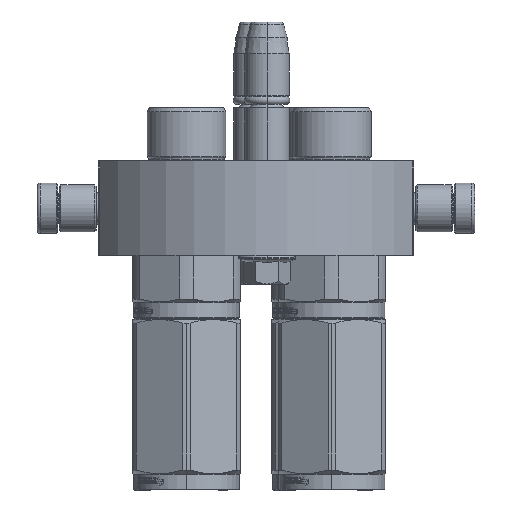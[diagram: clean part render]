
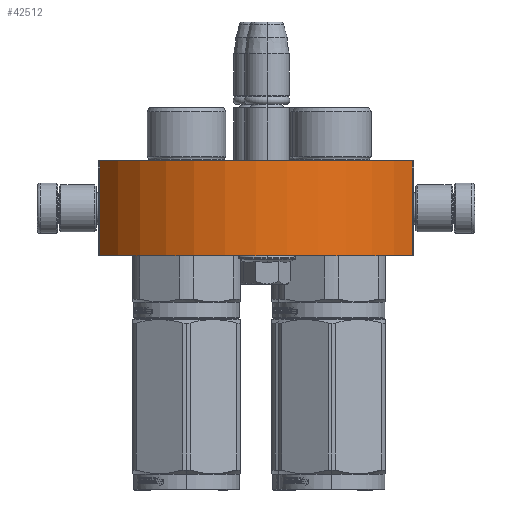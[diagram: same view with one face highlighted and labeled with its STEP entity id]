
A CAD part, left-side view. The second image highlights one B-rep face of the part: STEP entity #42512.
In plain terms, the highlighted cylindrical face has radius 57.25 mm (diameter 114.5 mm), a partial arc.
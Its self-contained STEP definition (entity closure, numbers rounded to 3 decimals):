
#1018 = ORIENTED_EDGE ( 'NONE', *, *, #32463, .F. ) ;
#1619 = ORIENTED_EDGE ( 'NONE', *, *, #29864, .T. ) ;
#2325 = CARTESIAN_POINT ( 'NONE',  ( 49.5, 0., -28.763 ) ) ;
#3251 = VERTEX_POINT ( 'NONE', #17136 ) ;
#3608 = DIRECTION ( 'NONE',  ( 0., 1., 0. ) ) ;
#5926 = DIRECTION ( 'NONE',  ( 0., 1., 0. ) ) ;
#6943 = DIRECTION ( 'NONE',  ( 0.865, 0., -0.502 ) ) ;
#7353 = VECTOR ( 'NONE', #5926, 1000. ) ;
#7820 = CIRCLE ( 'NONE', #29953, 57.25 ) ;
#8372 = LINE ( 'NONE', #11399, #7353 ) ;
#8420 = DIRECTION ( 'NONE',  ( 0.865, 0., -0.502 ) ) ;
#10257 = DIRECTION ( 'NONE',  ( 1., 0., 0. ) ) ;
#10792 = LINE ( 'NONE', #2325, #13897 ) ;
#11298 = CARTESIAN_POINT ( 'NONE',  ( 0., 0., 0. ) ) ;
#11399 = CARTESIAN_POINT ( 'NONE',  ( -49.5, 0., -28.763 ) ) ;
#13897 = VECTOR ( 'NONE', #21908, 1000. ) ;
#13970 = FACE_OUTER_BOUND ( 'NONE', #24237, .T. ) ;
#15327 = ORIENTED_EDGE ( 'NONE', *, *, #28954, .T. ) ;
#15427 = CARTESIAN_POINT ( 'NONE',  ( -49.5, 30., -28.763 ) ) ;
#16347 = VERTEX_POINT ( 'NONE', #19568 ) ;
#17136 = CARTESIAN_POINT ( 'NONE',  ( -49.5, 0., -28.763 ) ) ;
#19568 = CARTESIAN_POINT ( 'NONE',  ( 49.5, 30., -28.763 ) ) ;
#20119 = CIRCLE ( 'NONE', #42357, 57.25 ) ;
#21908 = DIRECTION ( 'NONE',  ( 0., 1., 0. ) ) ;
#22164 = VERTEX_POINT ( 'NONE', #36628 ) ;
#24237 = EDGE_LOOP ( 'NONE', ( #34583, #1018, #1619, #15327 ) ) ;
#26703 = AXIS2_PLACEMENT_3D ( 'NONE', #33573, #40379, #10257 ) ;
#28954 = EDGE_CURVE ( 'NONE', #3251, #35714, #8372, .T. ) ;
#29864 = EDGE_CURVE ( 'NONE', #22164, #3251, #20119, .T. ) ;
#29953 = AXIS2_PLACEMENT_3D ( 'NONE', #33698, #3608, #6943 ) ;
#31228 = EDGE_CURVE ( 'NONE', #16347, #35714, #7820, .T. ) ;
#32463 = EDGE_CURVE ( 'NONE', #22164, #16347, #10792, .T. ) ;
#33573 = CARTESIAN_POINT ( 'NONE',  ( 0., 0., 0. ) ) ;
#33698 = CARTESIAN_POINT ( 'NONE',  ( 0., 30., 0. ) ) ;
#34319 = DIRECTION ( 'NONE',  ( 0., 1., 0. ) ) ;
#34583 = ORIENTED_EDGE ( 'NONE', *, *, #31228, .F. ) ;
#35714 = VERTEX_POINT ( 'NONE', #15427 ) ;
#36628 = CARTESIAN_POINT ( 'NONE',  ( 49.5, 0., -28.763 ) ) ;
#38168 = CYLINDRICAL_SURFACE ( 'NONE', #26703, 57.25 ) ;
#40379 = DIRECTION ( 'NONE',  ( 0., -1., 0. ) ) ;
#42357 = AXIS2_PLACEMENT_3D ( 'NONE', #11298, #34319, #8420 ) ;
#42512 = ADVANCED_FACE ( 'NONE', ( #13970 ), #38168, .T. ) ;
